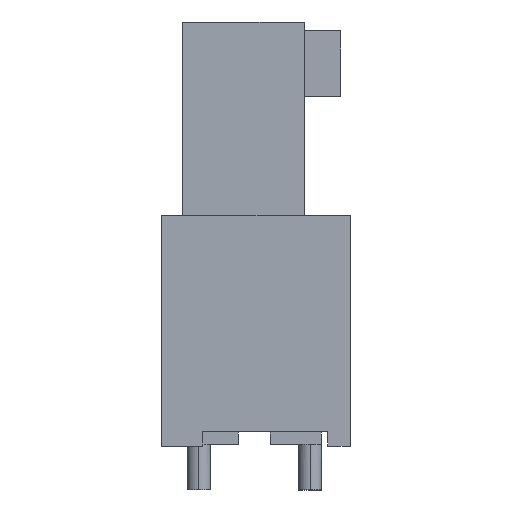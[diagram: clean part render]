
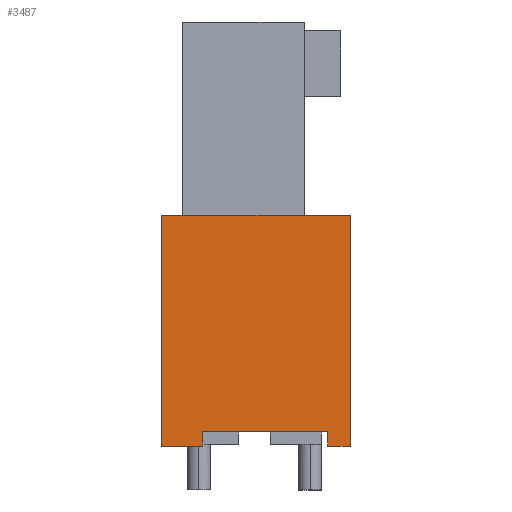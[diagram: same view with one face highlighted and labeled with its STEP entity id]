
A CAD part, left-side view. The second image highlights one B-rep face of the part: STEP entity #3487.
In plain terms, the highlighted planar face has unit normal (-1, 0, 0).
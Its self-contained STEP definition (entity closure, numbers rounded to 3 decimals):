
#3475=AXIS2_PLACEMENT_3D('Plane Axis2P3D',#3472,#3473,#3474) ;
#42=CARTESIAN_POINT('Vertex',(0.,0.,1.5)) ;
#45=CARTESIAN_POINT('Line Origine',(0.,0.39,1.5)) ;
#49=CARTESIAN_POINT('Vertex',(0.,0.78,1.5)) ;
#88=CARTESIAN_POINT('Vertex',(0.,0.,9.4)) ;
#93=CARTESIAN_POINT('Line Origine',(0.,0.,5.45)) ;
#740=CARTESIAN_POINT('Line Origine',(0.,0.78,1.75)) ;
#744=CARTESIAN_POINT('Vertex',(0.,0.78,2.)) ;
#1536=CARTESIAN_POINT('Line Origine',(0.,6.45,5.45)) ;
#1540=CARTESIAN_POINT('Vertex',(0.,6.45,9.4)) ;
#1542=CARTESIAN_POINT('Vertex',(0.,6.45,1.5)) ;
#2221=CARTESIAN_POINT('Vertex',(0.,5.057,1.5)) ;
#2224=CARTESIAN_POINT('Line Origine',(0.,5.754,1.5)) ;
#2250=CARTESIAN_POINT('Vertex',(0.,5.057,2.)) ;
#2253=CARTESIAN_POINT('Line Origine',(0.,5.057,1.75)) ;
#2522=CARTESIAN_POINT('Line Origine',(0.,2.919,2.)) ;
#2540=CARTESIAN_POINT('Line Origine',(0.,3.225,9.4)) ;
#3472=CARTESIAN_POINT('Axis2P3D Location',(0.,6.23,9.4)) ;
#46=DIRECTION('Vector Direction',(0.,1.,0.)) ;
#94=DIRECTION('Vector Direction',(0.,0.,-1.)) ;
#741=DIRECTION('Vector Direction',(0.,0.,-1.)) ;
#1537=DIRECTION('Vector Direction',(0.,0.,-1.)) ;
#2225=DIRECTION('Vector Direction',(0.,1.,0.)) ;
#2254=DIRECTION('Vector Direction',(0.,0.,-1.)) ;
#2523=DIRECTION('Vector Direction',(0.,1.,0.)) ;
#2541=DIRECTION('Vector Direction',(0.,1.,0.)) ;
#3473=DIRECTION('Axis2P3D Direction',(-1.,0.,0.)) ;
#3474=DIRECTION('Axis2P3D XDirection',(0.,1.,0.)) ;
#47=VECTOR('Line Direction',#46,1.) ;
#95=VECTOR('Line Direction',#94,1.) ;
#742=VECTOR('Line Direction',#741,1.) ;
#1538=VECTOR('Line Direction',#1537,1.) ;
#2226=VECTOR('Line Direction',#2225,1.) ;
#2255=VECTOR('Line Direction',#2254,1.) ;
#2524=VECTOR('Line Direction',#2523,1.) ;
#2542=VECTOR('Line Direction',#2541,1.) ;
#3478=ORIENTED_EDGE('',*,*,#2526,.F.) ;
#3479=ORIENTED_EDGE('',*,*,#746,.T.) ;
#3480=ORIENTED_EDGE('',*,*,#51,.F.) ;
#3481=ORIENTED_EDGE('',*,*,#97,.F.) ;
#3482=ORIENTED_EDGE('',*,*,#2544,.F.) ;
#3483=ORIENTED_EDGE('',*,*,#1544,.T.) ;
#3484=ORIENTED_EDGE('',*,*,#2228,.F.) ;
#3485=ORIENTED_EDGE('',*,*,#2257,.F.) ;
#3487=ADVANCED_FACE('HOUSING',(#3486),#3476,.T.) ;
#51=EDGE_CURVE('',#43,#50,#48,.T.) ;
#97=EDGE_CURVE('',#89,#43,#96,.T.) ;
#746=EDGE_CURVE('',#745,#50,#743,.T.) ;
#1544=EDGE_CURVE('',#1541,#1543,#1539,.T.) ;
#2228=EDGE_CURVE('',#2222,#1543,#2227,.T.) ;
#2257=EDGE_CURVE('',#2251,#2222,#2256,.T.) ;
#2526=EDGE_CURVE('',#745,#2251,#2525,.T.) ;
#2544=EDGE_CURVE('',#1541,#89,#2543,.F.) ;
#3477=EDGE_LOOP('',(#3478,#3479,#3480,#3481,#3482,#3483,#3484,#3485)) ;
#3486=FACE_OUTER_BOUND('',#3477,.T.) ;
#48=LINE('Line',#45,#47) ;
#96=LINE('Line',#93,#95) ;
#743=LINE('Line',#740,#742) ;
#1539=LINE('Line',#1536,#1538) ;
#2227=LINE('Line',#2224,#2226) ;
#2256=LINE('Line',#2253,#2255) ;
#2525=LINE('Line',#2522,#2524) ;
#2543=LINE('Line',#2540,#2542) ;
#3476=PLANE('',#3475) ;
#43=VERTEX_POINT('',#42) ;
#50=VERTEX_POINT('',#49) ;
#89=VERTEX_POINT('',#88) ;
#745=VERTEX_POINT('',#744) ;
#1541=VERTEX_POINT('',#1540) ;
#1543=VERTEX_POINT('',#1542) ;
#2222=VERTEX_POINT('',#2221) ;
#2251=VERTEX_POINT('',#2250) ;
